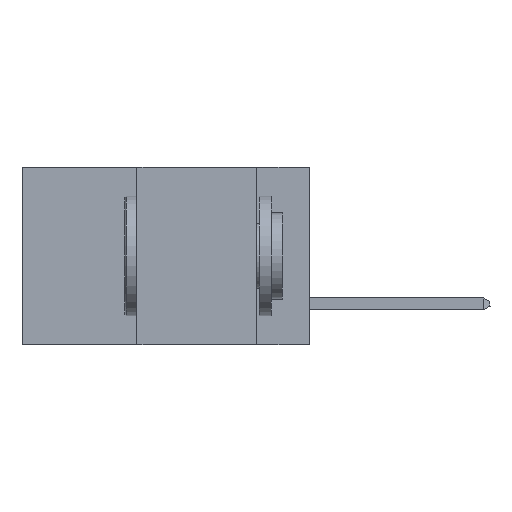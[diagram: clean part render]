
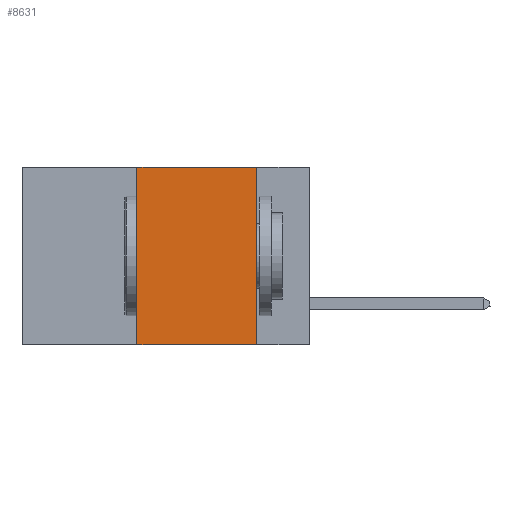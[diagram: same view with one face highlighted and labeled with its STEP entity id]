
A CAD part, left-side view. The second image highlights one B-rep face of the part: STEP entity #8631.
In plain terms, the highlighted planar face has unit normal (-1, 0, 0).
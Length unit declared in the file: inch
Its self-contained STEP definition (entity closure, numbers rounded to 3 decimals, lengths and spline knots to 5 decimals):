
#854 = EDGE_LOOP ( 'NONE', ( #8837, #11995, #1785, #7931 ) ) ;
#1221 = VERTEX_POINT ( 'NONE', #10476 ) ;
#1644 = DIRECTION ( 'NONE',  ( 0., -1., 0. ) ) ;
#1785 = ORIENTED_EDGE ( 'NONE', *, *, #3305, .F. ) ;
#2261 = VECTOR ( 'NONE', #11355, 39.37008 ) ;
#3080 = LINE ( 'NONE', #8740, #11706 ) ;
#3305 = EDGE_CURVE ( 'NONE', #11617, #1221, #3974, .T. ) ;
#3974 = LINE ( 'NONE', #11169, #4600 ) ;
#4184 = DIRECTION ( 'NONE',  ( 0., 0., 1. ) ) ;
#4469 = PLANE ( 'NONE',  #7865 ) ;
#4600 = VECTOR ( 'NONE', #4184, 39.37008 ) ;
#5651 = DIRECTION ( 'NONE',  ( 0., 0., -1. ) ) ;
#5833 = EDGE_CURVE ( 'NONE', #8724, #7779, #5842, .T. ) ;
#5842 = LINE ( 'NONE', #12303, #2261 ) ;
#6569 = DIRECTION ( 'NONE',  ( 1., 0., 0. ) ) ;
#6614 = EDGE_CURVE ( 'NONE', #11617, #7779, #3080, .T. ) ;
#6655 = CARTESIAN_POINT ( 'NONE',  ( 0., 0.6, 0. ) ) ;
#6766 = VECTOR ( 'NONE', #8908, 39.37008 ) ;
#7155 = EDGE_CURVE ( 'NONE', #1221, #8724, #12180, .T. ) ;
#7681 = FACE_OUTER_BOUND ( 'NONE', #854, .T. ) ;
#7730 = CARTESIAN_POINT ( 'NONE',  ( 0., 0.11, -0.37 ) ) ;
#7757 = CARTESIAN_POINT ( 'NONE',  ( 0., 0.36, -0.37 ) ) ;
#7779 = VERTEX_POINT ( 'NONE', #7730 ) ;
#7835 = CARTESIAN_POINT ( 'NONE',  ( 0., 0.6, 0. ) ) ;
#7865 = AXIS2_PLACEMENT_3D ( 'NONE', #6655, #6569, #5651 ) ;
#7931 = ORIENTED_EDGE ( 'NONE', *, *, #6614, .T. ) ;
#8631 = ADVANCED_FACE ( 'NONE', ( #7681 ), #4469, .F. ) ;
#8724 = VERTEX_POINT ( 'NONE', #10690 ) ;
#8740 = CARTESIAN_POINT ( 'NONE',  ( 0., 0.6, -0.37 ) ) ;
#8837 = ORIENTED_EDGE ( 'NONE', *, *, #5833, .F. ) ;
#8908 = DIRECTION ( 'NONE',  ( 0., -1., 0. ) ) ;
#10476 = CARTESIAN_POINT ( 'NONE',  ( 0., 0.36, 0. ) ) ;
#10690 = CARTESIAN_POINT ( 'NONE',  ( 0., 0.11, 0. ) ) ;
#11169 = CARTESIAN_POINT ( 'NONE',  ( 0., 0.36, 0. ) ) ;
#11355 = DIRECTION ( 'NONE',  ( 0., 0., -1. ) ) ;
#11617 = VERTEX_POINT ( 'NONE', #7757 ) ;
#11706 = VECTOR ( 'NONE', #1644, 39.37008 ) ;
#11995 = ORIENTED_EDGE ( 'NONE', *, *, #7155, .F. ) ;
#12180 = LINE ( 'NONE', #7835, #6766 ) ;
#12303 = CARTESIAN_POINT ( 'NONE',  ( 0., 0.11, 0. ) ) ;
